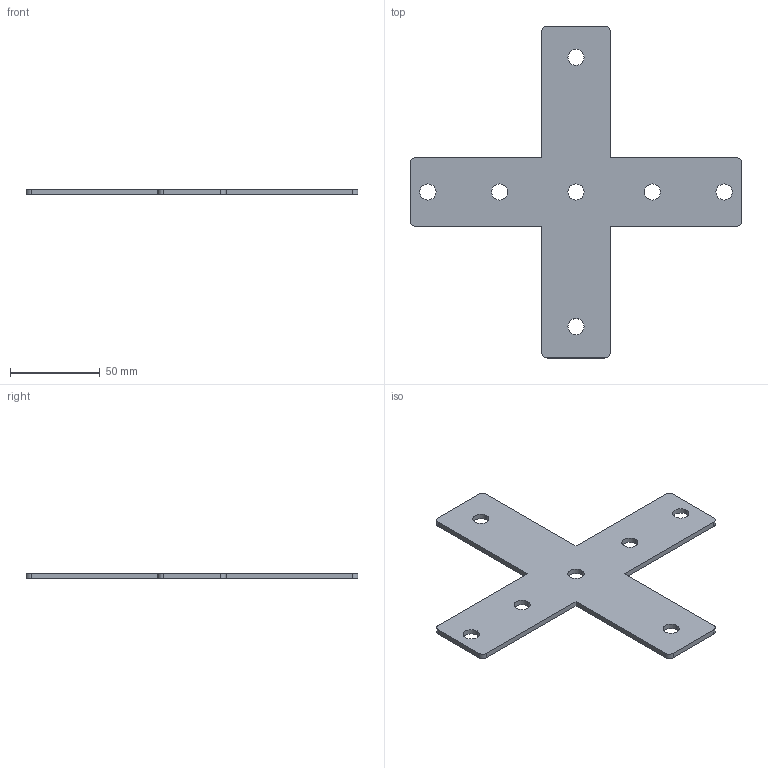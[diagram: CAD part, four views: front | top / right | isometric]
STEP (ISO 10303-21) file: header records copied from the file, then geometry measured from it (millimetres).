
FILE_DESCRIPTION(('Creo Elements/Direct Modeling STEP Export'),'2;1');
FILE_NAME('44.0165.1_Kreuzplatte-MMS-44_3mm-chem-vernickelt.stp','2022-03-21T 8:57:00',(''),(''),'PTC Creo Elements/Direct Modeling STEP processor for AP214 (Solid Model)','PTC Creo Elements/Direct Modeling 19.0C 15-Aug-2015 (C) Parametric Technology GmbH','');
FILE_SCHEMA(('AUTOMOTIVE_DESIGN { 1 0 10303 214 1 1 1 1 }'));
Length unit declared in the file: millimetre
Products named in the file (1): Kreuzplatte-MMS-44_3mm-chem-vernickelt_44.0165.1_PX173062
Bounding box: 185 x 185 x 3 mm (x, y, z)
Volume: 36465.7 mm3; surface area: 27093.3 mm2
Topology: 1 solids, 1 shells, 36 faces, 102 edges, 68 vertices
Faces by surface type: cylinder 22, plane 14
Entity records: 1170 total; most frequent: ORIENTED_EDGE 204, CARTESIAN_POINT 193, DIRECTION 192, EDGE_CURVE 102, VERTEX_POINT 68, AXIS2_PLACEMENT_3D 67, VECTOR 58, LINE 58
